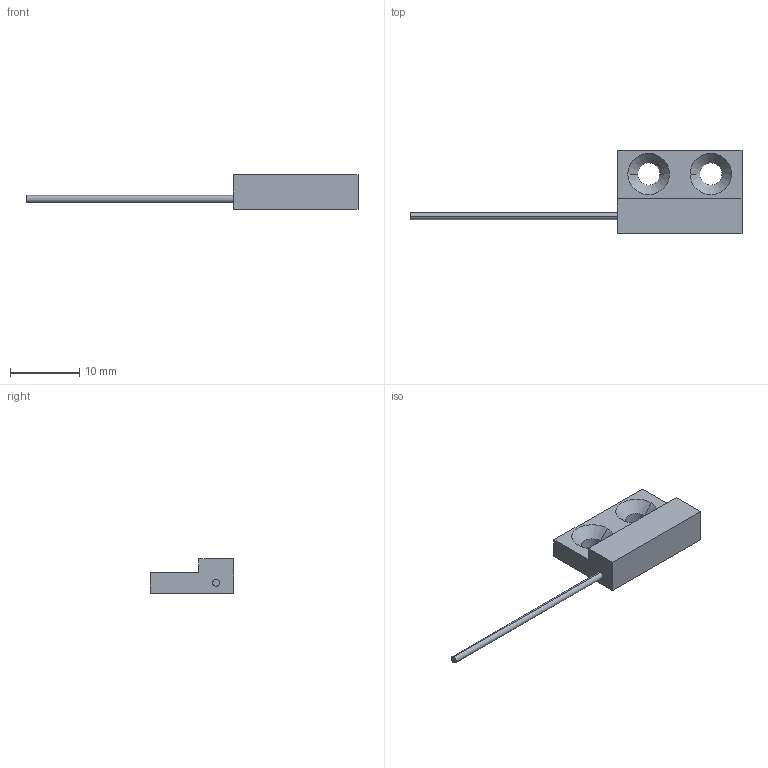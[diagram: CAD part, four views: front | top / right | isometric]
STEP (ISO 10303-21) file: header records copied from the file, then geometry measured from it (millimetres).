
FILE_DESCRIPTION (( 'STEP AP214' ), '1' );
FILE_NAME ('GPF-T030.STEP', '2017-11-17T20:53:27', ( '' ), ( '' ), 'SwSTEP 2.0', 'SolidWorks 2018', '' );
FILE_SCHEMA (( 'AUTOMOTIVE_DESIGN' ));
Length unit declared in the file: millimetre
Products named in the file (4): GPF-T030_LENS; GPF-T030; GPF-T030_HEAD; GPF-T030_FIBER
Assembly tree (3 placements, depth 2):
  GPF-T030
    GPF-T030_HEAD
    GPF-T030_FIBER
    GPF-T030_LENS
Bounding box: 48 x 12 x 5 mm (x, y, z)
Volume: 775.4 mm3; surface area: 843.7 mm2
Topology: 3 solids, 3 shells, 27 faces, 56 edges, 36 vertices
Faces by surface type: plane 13, cylinder 10, cone 4
Entity records: 884 total; most frequent: DIRECTION 146, CARTESIAN_POINT 125, ORIENTED_EDGE 112, AXIS2_PLACEMENT_3D 57, EDGE_CURVE 56, VERTEX_POINT 36, EDGE_LOOP 32, LINE 32
